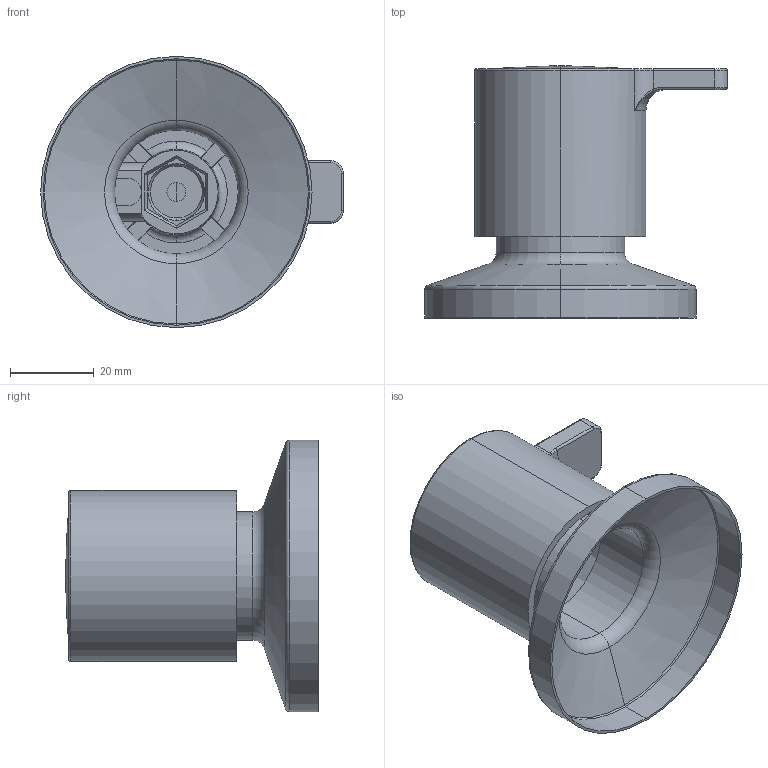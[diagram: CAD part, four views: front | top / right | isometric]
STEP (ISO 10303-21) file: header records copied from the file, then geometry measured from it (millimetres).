
FILE_DESCRIPTION (( 'STEP AP203' ), '1' );
FILE_NAME ('94FP05436.STEP', '2024-12-03T12:45:20', ( '' ), ( '' ), 'SwSTEP 2.0', 'SolidWorks 2021', '' );
FILE_SCHEMA (( 'CONFIG_CONTROL_DESIGN' ));
Length unit declared in the file: millimetre
Products named in the file (1): 94FP05436
Bounding box: 72.5 x 60.45 x 65 mm (x, y, z)
Volume: 26207.8 mm3; surface area: 27984 mm2
Topology: 3 solids, 3 shells, 199 faces, 487 edges, 300 vertices
Faces by surface type: plane 94, cylinder 43, torus 32, cone 20, sphere 6, bspline 4
Entity records: 6234 total; most frequent: CARTESIAN_POINT 1436, DIRECTION 1025, ORIENTED_EDGE 970, EDGE_CURVE 485, AXIS2_PLACEMENT_3D 393, VERTEX_POINT 300, LINE 239, VECTOR 239
